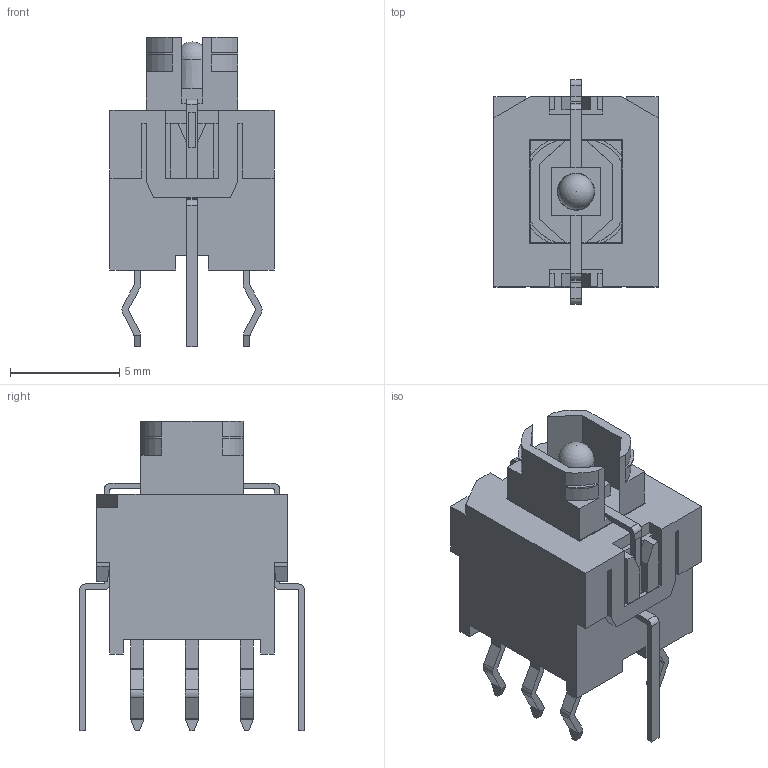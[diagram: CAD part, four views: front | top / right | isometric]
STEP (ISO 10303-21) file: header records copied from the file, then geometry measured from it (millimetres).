
FILE_DESCRIPTION((' '),'2;1');
FILE_NAME('LP4xx1PxNNx.stp','2017-07-31T14:09:29',(' '),(' '),' ','ACIS',' ');
FILE_SCHEMA(('CONFIG_CONTROL_DESIGN'));
Length unit declared in the file: inch
Products named in the file (1): LP4xx1PxNNx.stp
Bounding box: 7.5 x 10.25 x 14.13 mm (x, y, z)
Volume: 343.4 mm3; surface area: 711.4 mm2
Topology: 1 solids, 1 shells, 418 faces, 1140 edges, 731 vertices
Faces by surface type: plane 324, cylinder 60, bspline 32, sphere 1, cone 1
Entity records: 13235 total; most frequent: CARTESIAN_POINT 2719, ORIENTED_EDGE 2270, DIRECTION 1967, EDGE_CURVE 1135, VECTOR 949, LINE 949, VERTEX_POINT 728, AXIS2_PLACEMENT_3D 509
